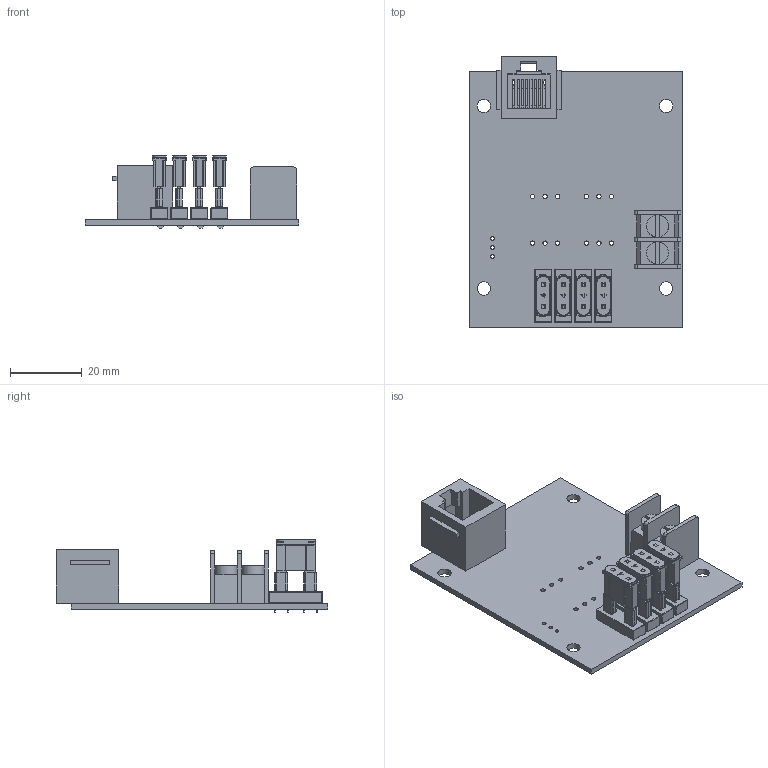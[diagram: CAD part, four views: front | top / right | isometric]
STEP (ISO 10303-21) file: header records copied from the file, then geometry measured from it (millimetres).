
FILE_DESCRIPTION(('KiCad electronic assembly'),'2;1');
FILE_NAME('Receiver_Out.step','2023-01-07T13:57:25',('Pcbnew'),('Kicad') ,'Open CASCADE STEP processor 7.6','KiCad to STEP converter','Unknown' );
FILE_SCHEMA(('AUTOMOTIVE_DESIGN { 1 0 10303 214 1 1 1 1 }'));
Length unit declared in the file: millimetre
Products named in the file (21): Receiver_Out 1; 2 PIN Screw Term; SOLID; Mini Blade Fuse Holder; COMPOUND; MINI Blade Type; RJ45; _autosave-Receiver_Out PCB
Assembly tree (26 placements, depth 3):
  Receiver_Out 1
    2 PIN Screw Term
      SOLID
      SOLID
      SOLID
    Mini Blade Fuse Holder  x4
      COMPOUND
    MINI Blade Type  x4
      SOLID
      SOLID
    RJ45
      SOLID
      SOLID
      SOLID
      SOLID
      SOLID
      SOLID
      SOLID
      SOLID
      SOLID
    _autosave-Receiver_Out PCB
Bounding box: 59.33 x 75.68 x 20.28 mm (x, y, z)
Volume: 12760.8 mm3; surface area: 18863.3 mm2
Topology: 49 solids, 49 shells, 1576 faces, 4020 edges, 2380 vertices
Faces by surface type: plane 719, cylinder 535, bspline 138, sphere 112, torus 72
Full cylindrical faces by diameter (mm): 0.76 x8, 1 x3, 1.016 x32, 1.2 x12, 1.5 x2, 1.65 x16, 3.2 x2, 3.7 x4
Entity records: 43897 total; most frequent: CARTESIAN_POINT 13868, DIRECTION 4764, LINE 2942, VECTOR 2942, ORIENTED_EDGE 2734, PCURVE 2734, DEFINITIONAL_REPRESENTATION 2734, EDGE_CURVE 1367
